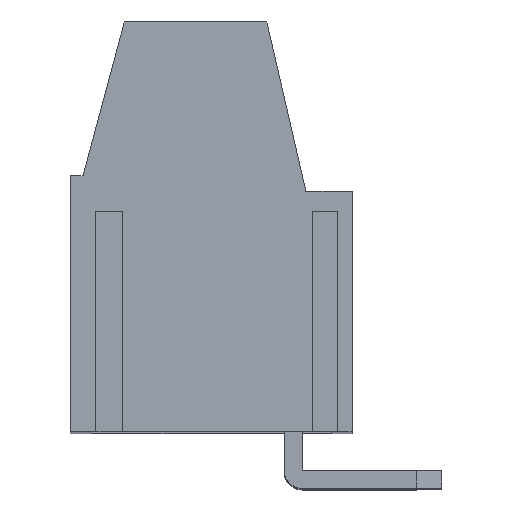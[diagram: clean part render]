
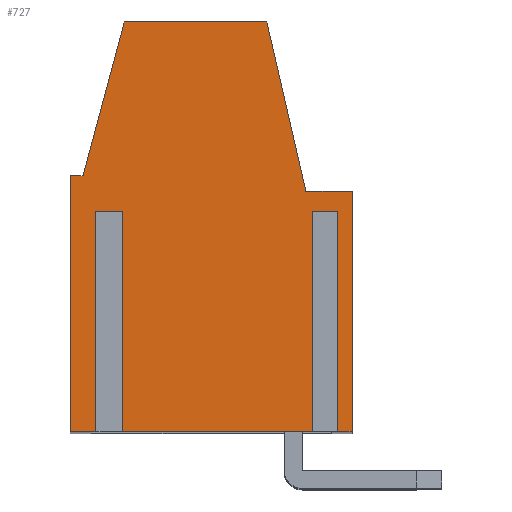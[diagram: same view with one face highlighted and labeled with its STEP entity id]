
A CAD part, top view. The second image highlights one B-rep face of the part: STEP entity #727.
In plain terms, the highlighted planar face has unit normal (0, 0, 1).
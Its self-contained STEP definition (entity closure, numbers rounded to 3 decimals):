
#727 = ADVANCED_FACE( '', ( #1486 ), #1487, .T. );
#1486 = FACE_OUTER_BOUND( '', #2243, .T. );
#1487 = PLANE( '', #2244 );
#2243 = EDGE_LOOP( '', ( #4323, #4324, #4325, #4326, #4327, #4328, #4329, #4330, #4331, #4332, #4333, #4334, #4335, #4336, #4337, #4338 ) );
#2244 = AXIS2_PLACEMENT_3D( '', #4339, #4340, #4341 );
#4323 = ORIENTED_EDGE( '', *, *, #5154, .T. );
#4324 = ORIENTED_EDGE( '', *, *, #4893, .T. );
#4325 = ORIENTED_EDGE( '', *, *, #4550, .T. );
#4326 = ORIENTED_EDGE( '', *, *, #4471, .T. );
#4327 = ORIENTED_EDGE( '', *, *, #5217, .T. );
#4328 = ORIENTED_EDGE( '', *, *, #4606, .T. );
#4329 = ORIENTED_EDGE( '', *, *, #5148, .T. );
#4330 = ORIENTED_EDGE( '', *, *, #4938, .T. );
#4331 = ORIENTED_EDGE( '', *, *, #4928, .T. );
#4332 = ORIENTED_EDGE( '', *, *, #4885, .T. );
#4333 = ORIENTED_EDGE( '', *, *, #5003, .F. );
#4334 = ORIENTED_EDGE( '', *, *, #5087, .T. );
#4335 = ORIENTED_EDGE( '', *, *, #5144, .T. );
#4336 = ORIENTED_EDGE( '', *, *, #4897, .T. );
#4337 = ORIENTED_EDGE( '', *, *, #5126, .F. );
#4338 = ORIENTED_EDGE( '', *, *, #5044, .T. );
#4339 = CARTESIAN_POINT( '', ( 229.832, 138.629, 75.4 ) );
#4340 = DIRECTION( '', ( 0., 0., 1. ) );
#4341 = DIRECTION( '', ( 1., 0., 0. ) );
#4471 = EDGE_CURVE( '', #5354, #5351, #5355, .T. );
#4550 = EDGE_CURVE( '', #5489, #5354, #5490, .T. );
#4606 = EDGE_CURVE( '', #5583, #5580, #5584, .T. );
#4885 = EDGE_CURVE( '', #6011, #6012, #6013, .T. );
#4893 = EDGE_CURVE( '', #6024, #5489, #6025, .T. );
#4897 = EDGE_CURVE( '', #6032, #6030, #6033, .T. );
#4928 = EDGE_CURVE( '', #6078, #6011, #6079, .T. );
#4938 = EDGE_CURVE( '', #6089, #6078, #6090, .T. );
#5003 = EDGE_CURVE( '', #6177, #6012, #6178, .T. );
#5044 = EDGE_CURVE( '', #6231, #6229, #6232, .T. );
#5087 = EDGE_CURVE( '', #6177, #6282, #6284, .T. );
#5126 = EDGE_CURVE( '', #6231, #6030, #6332, .T. );
#5144 = EDGE_CURVE( '', #6282, #6032, #6354, .T. );
#5148 = EDGE_CURVE( '', #5580, #6089, #6358, .T. );
#5154 = EDGE_CURVE( '', #6229, #6024, #6364, .T. );
#5217 = EDGE_CURVE( '', #5351, #5583, #6428, .T. );
#5351 = VERTEX_POINT( '', #6611 );
#5354 = VERTEX_POINT( '', #6615 );
#5355 = LINE( '', #6616, #6617 );
#5489 = VERTEX_POINT( '', #6807 );
#5490 = LINE( '', #6808, #6809 );
#5580 = VERTEX_POINT( '', #6936 );
#5583 = VERTEX_POINT( '', #6940 );
#5584 = LINE( '', #6941, #6942 );
#6011 = VERTEX_POINT( '', #7563 );
#6012 = VERTEX_POINT( '', #7564 );
#6013 = LINE( '', #7565, #7566 );
#6024 = VERTEX_POINT( '', #7584 );
#6025 = LINE( '', #7585, #7586 );
#6030 = VERTEX_POINT( '', #7593 );
#6032 = VERTEX_POINT( '', #7596 );
#6033 = LINE( '', #7597, #7598 );
#6078 = VERTEX_POINT( '', #7668 );
#6079 = LINE( '', #7669, #7670 );
#6089 = VERTEX_POINT( '', #7685 );
#6090 = LINE( '', #7686, #7687 );
#6177 = VERTEX_POINT( '', #7815 );
#6178 = LINE( '', #7816, #7817 );
#6229 = VERTEX_POINT( '', #7894 );
#6231 = VERTEX_POINT( '', #7897 );
#6232 = LINE( '', #7898, #7899 );
#6282 = VERTEX_POINT( '', #7971 );
#6284 = LINE( '', #7974, #7975 );
#6332 = LINE( '', #8044, #8045 );
#6354 = LINE( '', #8071, #8072 );
#6358 = LINE( '', #8077, #8078 );
#6364 = LINE( '', #8087, #8088 );
#6428 = LINE( '', #8170, #8171 );
#6611 = CARTESIAN_POINT( '', ( 239.032, 138.629, 75.4 ) );
#6615 = CARTESIAN_POINT( '', ( 240.832, 138.629, 75.4 ) );
#6616 = CARTESIAN_POINT( '', ( 239.032, 138.629, 75.4 ) );
#6617 = VECTOR( '', #8255, 1000. );
#6807 = CARTESIAN_POINT( '', ( 240.832, 129.229, 75.4 ) );
#6808 = CARTESIAN_POINT( '', ( 240.832, 138.629, 75.4 ) );
#6809 = VECTOR( '', #8330, 1000. );
#6936 = CARTESIAN_POINT( '', ( 231.939, 145.229, 75.4 ) );
#6940 = CARTESIAN_POINT( '', ( 237.508, 145.229, 75.4 ) );
#6941 = CARTESIAN_POINT( '', ( 231.939, 145.229, 75.4 ) );
#6942 = VECTOR( '', #8387, 1000. );
#7563 = CARTESIAN_POINT( '', ( 229.832, 129.229, 75.4 ) );
#7564 = CARTESIAN_POINT( '', ( 230.832, 129.229, 75.4 ) );
#7565 = CARTESIAN_POINT( '', ( 240.832, 129.229, 75.4 ) );
#7566 = VECTOR( '', #8642, 1000. );
#7584 = CARTESIAN_POINT( '', ( 240.032, 129.229, 75.4 ) );
#7585 = CARTESIAN_POINT( '', ( 240.832, 129.229, 75.4 ) );
#7586 = VECTOR( '', #8650, 1000. );
#7593 = CARTESIAN_POINT( '', ( 239.532, 129.229, 75.4 ) );
#7596 = CARTESIAN_POINT( '', ( 231.632, 129.229, 75.4 ) );
#7597 = CARTESIAN_POINT( '', ( 240.832, 129.229, 75.4 ) );
#7598 = VECTOR( '', #8654, 1000. );
#7668 = CARTESIAN_POINT( '', ( 229.832, 139.229, 75.4 ) );
#7669 = CARTESIAN_POINT( '', ( 229.832, 129.229, 75.4 ) );
#7670 = VECTOR( '', #8683, 1000. );
#7685 = CARTESIAN_POINT( '', ( 230.332, 139.229, 75.4 ) );
#7686 = CARTESIAN_POINT( '', ( 229.832, 139.229, 75.4 ) );
#7687 = VECTOR( '', #8689, 1000. );
#7815 = CARTESIAN_POINT( '', ( 230.832, 137.829, 75.4 ) );
#7816 = CARTESIAN_POINT( '', ( 230.832, 138.629, 75.4 ) );
#7817 = VECTOR( '', #8740, 1000. );
#7894 = CARTESIAN_POINT( '', ( 240.032, 137.829, 75.4 ) );
#7897 = CARTESIAN_POINT( '', ( 239.532, 137.829, 75.4 ) );
#7898 = CARTESIAN_POINT( '', ( 240.032, 137.829, 75.4 ) );
#7899 = VECTOR( '', #8768, 1000. );
#7971 = CARTESIAN_POINT( '', ( 231.632, 137.829, 75.4 ) );
#7974 = CARTESIAN_POINT( '', ( 231.632, 137.829, 75.4 ) );
#7975 = VECTOR( '', #8801, 1000. );
#8044 = CARTESIAN_POINT( '', ( 239.532, 137.829, 75.4 ) );
#8045 = VECTOR( '', #8826, 1000. );
#8071 = CARTESIAN_POINT( '', ( 231.632, 137.829, 75.4 ) );
#8072 = VECTOR( '', #8843, 1000. );
#8077 = CARTESIAN_POINT( '', ( 230.332, 139.229, 75.4 ) );
#8078 = VECTOR( '', #8845, 1000. );
#8087 = CARTESIAN_POINT( '', ( 240.032, 137.829, 75.4 ) );
#8088 = VECTOR( '', #8849, 1000. );
#8170 = CARTESIAN_POINT( '', ( 237.508, 145.229, 75.4 ) );
#8171 = VECTOR( '', #8877, 1000. );
#8255 = DIRECTION( '', ( -1., 0., 0. ) );
#8330 = DIRECTION( '', ( 0., 1., 0. ) );
#8387 = DIRECTION( '', ( -1., 0., 0. ) );
#8642 = DIRECTION( '', ( 1., 0., 0. ) );
#8650 = DIRECTION( '', ( 1., 0., 0. ) );
#8654 = DIRECTION( '', ( 1., 0., 0. ) );
#8683 = DIRECTION( '', ( 0., -1., 0. ) );
#8689 = DIRECTION( '', ( -1., 0., 0. ) );
#8740 = DIRECTION( '', ( 0., -1., 0. ) );
#8768 = DIRECTION( '', ( 1., 0., 0. ) );
#8801 = DIRECTION( '', ( 1., 0., 0. ) );
#8826 = DIRECTION( '', ( 0., -1., 0. ) );
#8843 = DIRECTION( '', ( 0., -1., 0. ) );
#8845 = DIRECTION( '', ( -0.259, -0.966, 0. ) );
#8849 = DIRECTION( '', ( 0., -1., 0. ) );
#8877 = DIRECTION( '', ( -0.225, 0.974, 0. ) );
